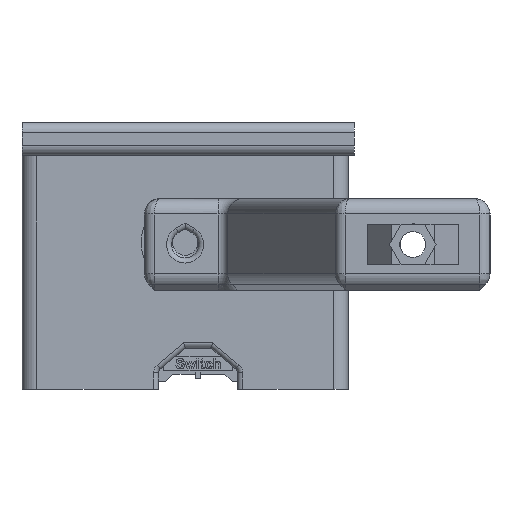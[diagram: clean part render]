
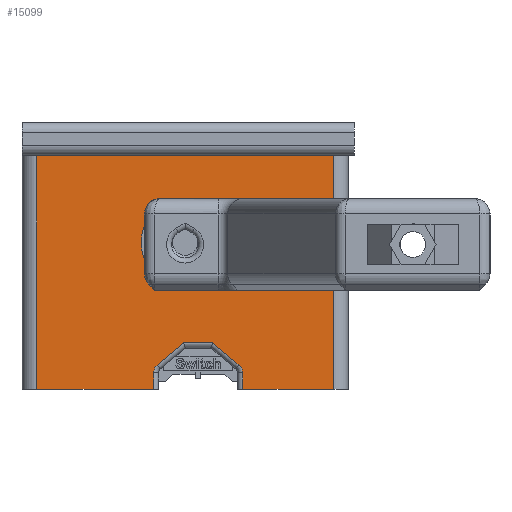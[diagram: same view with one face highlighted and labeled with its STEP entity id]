
A CAD part, front view. The second image highlights one B-rep face of the part: STEP entity #15099.
In plain terms, the highlighted planar face has unit normal (0, -1, 0).
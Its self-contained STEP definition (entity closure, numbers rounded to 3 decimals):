
#186=FACE_BOUND('',#3162,.T.);
#545=PLANE('',#15810);
#1193=B_SPLINE_CURVE_WITH_KNOTS('',3,(#28465,#28466,#28467,#28468,#28469,
#28470,#28471,#28472,#28473,#28474),.UNSPECIFIED.,.F.,.F.,(4,2,2,2,4),(0.,
0.023,0.063,0.119,0.119),
 .UNSPECIFIED.);
#1194=B_SPLINE_CURVE_WITH_KNOTS('',3,(#28519,#28520,#28521,#28522,#28523,
#28524,#28525,#28526,#28527,#28528),.UNSPECIFIED.,.F.,.F.,(4,2,2,2,4),(-0.001,
0.,0.035,0.072,0.115),.UNSPECIFIED.);
#2274=FACE_OUTER_BOUND('',#3161,.T.);
#3161=EDGE_LOOP('',(#13899,#13900,#13901,#13902,#13903,#13904,#13905,#13906,
#13907,#13908,#13909,#13910,#13911,#13912,#13913,#13914,#13915,#13916));
#3162=EDGE_LOOP('',(#13917));
#4488=LINE('',#28344,#5875);
#4492=LINE('',#28360,#5879);
#4506=LINE('',#28479,#5893);
#4509=LINE('',#28532,#5896);
#4524=LINE('',#28567,#5911);
#4525=LINE('',#28570,#5912);
#4526=LINE('',#28572,#5913);
#4527=LINE('',#28574,#5914);
#4528=LINE('',#28578,#5915);
#4529=LINE('',#28580,#5916);
#4530=LINE('',#28582,#5917);
#4531=LINE('',#28586,#5918);
#4532=LINE('',#28588,#5919);
#4533=LINE('',#28589,#5920);
#5875=VECTOR('',#18307,10.);
#5879=VECTOR('',#18319,10.);
#5893=VECTOR('',#18359,10.);
#5896=VECTOR('',#18374,10.);
#5911=VECTOR('',#18407,10.);
#5912=VECTOR('',#18410,10.);
#5913=VECTOR('',#18411,10.);
#5914=VECTOR('',#18412,10.);
#5915=VECTOR('',#18415,10.);
#5916=VECTOR('',#18416,10.);
#5917=VECTOR('',#18417,10.);
#5918=VECTOR('',#18420,10.);
#5919=VECTOR('',#18421,10.);
#5920=VECTOR('',#18422,10.);
#6121=CIRCLE('',#15811,2.);
#6122=CIRCLE('',#15812,2.);
#6123=CIRCLE('',#15813,8.66);
#7476=VERTEX_POINT('',#28341);
#7477=VERTEX_POINT('',#28343);
#7484=VERTEX_POINT('',#28357);
#7485=VERTEX_POINT('',#28359);
#7501=VERTEX_POINT('',#28463);
#7502=VERTEX_POINT('',#28464);
#7505=VERTEX_POINT('',#28517);
#7506=VERTEX_POINT('',#28518);
#7518=VERTEX_POINT('',#28569);
#7519=VERTEX_POINT('',#28571);
#7520=VERTEX_POINT('',#28573);
#7521=VERTEX_POINT('',#28575);
#7522=VERTEX_POINT('',#28577);
#7523=VERTEX_POINT('',#28579);
#7524=VERTEX_POINT('',#28581);
#7525=VERTEX_POINT('',#28583);
#7526=VERTEX_POINT('',#28585);
#7527=VERTEX_POINT('',#28587);
#7528=VERTEX_POINT('',#28590);
#9603=EDGE_CURVE('',#7477,#7476,#4488,.T.);
#9611=EDGE_CURVE('',#7485,#7484,#4492,.T.);
#9632=EDGE_CURVE('',#7501,#7502,#1193,.F.);
#9636=EDGE_CURVE('',#7477,#7501,#4506,.T.);
#9640=EDGE_CURVE('',#7505,#7506,#1194,.F.);
#9643=EDGE_CURVE('',#7505,#7502,#4509,.T.);
#9661=EDGE_CURVE('',#7506,#7484,#4524,.T.);
#9662=EDGE_CURVE('',#7518,#7476,#4525,.T.);
#9663=EDGE_CURVE('',#7519,#7518,#4526,.T.);
#9664=EDGE_CURVE('',#7520,#7519,#4527,.T.);
#9665=EDGE_CURVE('',#7521,#7520,#6121,.T.);
#9666=EDGE_CURVE('',#7522,#7521,#4528,.T.);
#9667=EDGE_CURVE('',#7523,#7522,#4529,.T.);
#9668=EDGE_CURVE('',#7524,#7523,#4530,.T.);
#9669=EDGE_CURVE('',#7525,#7524,#6122,.T.);
#9670=EDGE_CURVE('',#7526,#7525,#4531,.T.);
#9671=EDGE_CURVE('',#7527,#7526,#4532,.T.);
#9672=EDGE_CURVE('',#7485,#7527,#4533,.T.);
#9673=EDGE_CURVE('',#7528,#7528,#6123,.T.);
#13899=ORIENTED_EDGE('',*,*,#9636,.F.);
#13900=ORIENTED_EDGE('',*,*,#9603,.T.);
#13901=ORIENTED_EDGE('',*,*,#9662,.F.);
#13902=ORIENTED_EDGE('',*,*,#9663,.F.);
#13903=ORIENTED_EDGE('',*,*,#9664,.F.);
#13904=ORIENTED_EDGE('',*,*,#9665,.F.);
#13905=ORIENTED_EDGE('',*,*,#9666,.F.);
#13906=ORIENTED_EDGE('',*,*,#9667,.F.);
#13907=ORIENTED_EDGE('',*,*,#9668,.F.);
#13908=ORIENTED_EDGE('',*,*,#9669,.F.);
#13909=ORIENTED_EDGE('',*,*,#9670,.F.);
#13910=ORIENTED_EDGE('',*,*,#9671,.F.);
#13911=ORIENTED_EDGE('',*,*,#9672,.F.);
#13912=ORIENTED_EDGE('',*,*,#9611,.T.);
#13913=ORIENTED_EDGE('',*,*,#9661,.F.);
#13914=ORIENTED_EDGE('',*,*,#9640,.F.);
#13915=ORIENTED_EDGE('',*,*,#9643,.T.);
#13916=ORIENTED_EDGE('',*,*,#9632,.F.);
#13917=ORIENTED_EDGE('',*,*,#9673,.F.);
#15099=ADVANCED_FACE('',(#2274,#186),#545,.T.);
#15810=AXIS2_PLACEMENT_3D('',#28568,#18408,#18409);
#15811=AXIS2_PLACEMENT_3D('',#28576,#18413,#18414);
#15812=AXIS2_PLACEMENT_3D('',#28584,#18418,#18419);
#15813=AXIS2_PLACEMENT_3D('',#28591,#18423,#18424);
#18307=DIRECTION('',(-1.,0.,0.));
#18319=DIRECTION('',(-1.,0.,0.));
#18359=DIRECTION('',(0.,0.,-1.));
#18374=DIRECTION('',(-1.,0.,0.));
#18407=DIRECTION('',(0.,0.,1.));
#18408=DIRECTION('center_axis',(0.,-1.,0.));
#18409=DIRECTION('ref_axis',(1.,0.,0.));
#18410=DIRECTION('',(0.,0.,1.));
#18411=DIRECTION('',(-1.,0.,0.));
#18412=DIRECTION('',(0.,0.,-1.));
#18413=DIRECTION('center_axis',(0.,-1.,0.));
#18414=DIRECTION('ref_axis',(-0.906,0.,0.423));
#18415=DIRECTION('',(-0.766,0.,-0.643));
#18416=DIRECTION('',(-1.,0.,0.));
#18417=DIRECTION('',(-0.766,0.,0.643));
#18418=DIRECTION('center_axis',(0.,-1.,0.));
#18419=DIRECTION('ref_axis',(0.906,0.,0.423));
#18420=DIRECTION('',(0.,0.,1.));
#18421=DIRECTION('',(-1.,0.,0.));
#18422=DIRECTION('',(0.,0.,-1.));
#18423=DIRECTION('center_axis',(0.,-1.,0.));
#18424=DIRECTION('ref_axis',(1.,0.,0.));
#28341=CARTESIAN_POINT('',(0.,-11.78,47.393));
#28343=CARTESIAN_POINT('',(0.12,-11.78,47.393));
#28344=CARTESIAN_POINT('',(13.165,-11.78,47.393));
#28357=CARTESIAN_POINT('',(58.3,-11.78,47.393));
#28359=CARTESIAN_POINT('',(58.42,-11.78,47.393));
#28360=CARTESIAN_POINT('',(13.165,-11.78,47.393));
#28463=CARTESIAN_POINT('',(0.12,-11.78,44.928));
#28464=CARTESIAN_POINT('',(1.162,-11.78,44.513));
#28465=CARTESIAN_POINT('Ctrl Pts',(1.162,-11.78,44.513));
#28466=CARTESIAN_POINT('Ctrl Pts',(1.084,-11.78,44.513));
#28467=CARTESIAN_POINT('Ctrl Pts',(1.006,-11.78,44.519));
#28468=CARTESIAN_POINT('Ctrl Pts',(0.799,-11.78,44.549));
#28469=CARTESIAN_POINT('Ctrl Pts',(0.672,-11.78,44.584));
#28470=CARTESIAN_POINT('Ctrl Pts',(0.381,-11.78,44.709));
#28471=CARTESIAN_POINT('Ctrl Pts',(0.241,-11.78,44.808));
#28472=CARTESIAN_POINT('Ctrl Pts',(0.122,-11.78,44.925));
#28473=CARTESIAN_POINT('Ctrl Pts',(0.121,-11.78,44.926));
#28474=CARTESIAN_POINT('Ctrl Pts',(0.12,-11.78,
44.928));
#28479=CARTESIAN_POINT('',(0.12,-11.78,22.977));
#28517=CARTESIAN_POINT('',(57.258,-11.78,44.513));
#28518=CARTESIAN_POINT('',(58.3,-11.78,44.928));
#28519=CARTESIAN_POINT('Ctrl Pts',(58.3,-11.78,44.928));
#28520=CARTESIAN_POINT('Ctrl Pts',(58.299,-11.78,44.926));
#28521=CARTESIAN_POINT('Ctrl Pts',(58.298,-11.78,44.925));
#28522=CARTESIAN_POINT('Ctrl Pts',(58.213,-11.78,44.841));
#28523=CARTESIAN_POINT('Ctrl Pts',(58.121,-11.78,44.77));
#28524=CARTESIAN_POINT('Ctrl Pts',(57.913,-11.78,44.65));
#28525=CARTESIAN_POINT('Ctrl Pts',(57.8,-11.78,44.603));
#28526=CARTESIAN_POINT('Ctrl Pts',(57.544,-11.78,44.532));
#28527=CARTESIAN_POINT('Ctrl Pts',(57.401,-11.78,44.513));
#28528=CARTESIAN_POINT('Ctrl Pts',(57.258,-11.78,44.513));
#28532=CARTESIAN_POINT('',(27.21,-11.78,44.513));
#28567=CARTESIAN_POINT('',(58.3,-11.78,22.977));
#28568=CARTESIAN_POINT('Origin',(-2.88,-11.78,0.));
#28569=CARTESIAN_POINT('',(0.,-11.78,-1.5));
#28570=CARTESIAN_POINT('',(0.,-11.78,0.));
#28571=CARTESIAN_POINT('',(23.,-11.78,-1.5));
#28572=CARTESIAN_POINT('',(-2.88,-11.78,-1.5));
#28573=CARTESIAN_POINT('',(23.,-11.78,1.748));
#28574=CARTESIAN_POINT('',(23.,-11.78,1.107));
#28575=CARTESIAN_POINT('',(23.714,-11.78,3.28));
#28576=CARTESIAN_POINT('Origin',(25.,-11.78,1.748));
#28577=CARTESIAN_POINT('',(28.901,-11.78,7.632));
#28578=CARTESIAN_POINT('',(17.558,-11.78,-1.886));
#28579=CARTESIAN_POINT('',(34.629,-11.78,7.632));
#28580=CARTESIAN_POINT('',(15.693,-11.78,7.632));
#28581=CARTESIAN_POINT('',(39.816,-11.78,3.28));
#28582=CARTESIAN_POINT('',(28.275,-11.78,12.964));
#28583=CARTESIAN_POINT('',(40.531,-11.78,1.748));
#28584=CARTESIAN_POINT('Origin',(38.531,-11.78,1.748));
#28585=CARTESIAN_POINT('',(40.531,-11.78,-1.5));
#28586=CARTESIAN_POINT('',(40.531,-11.78,-0.75));
#28587=CARTESIAN_POINT('',(58.42,-11.78,-1.5));
#28588=CARTESIAN_POINT('',(-2.88,-11.78,-1.5));
#28589=CARTESIAN_POINT('',(58.42,-11.78,0.));
#28590=CARTESIAN_POINT('',(20.55,-11.78,27.393));
#28591=CARTESIAN_POINT('Origin',(29.21,-11.78,27.393));
